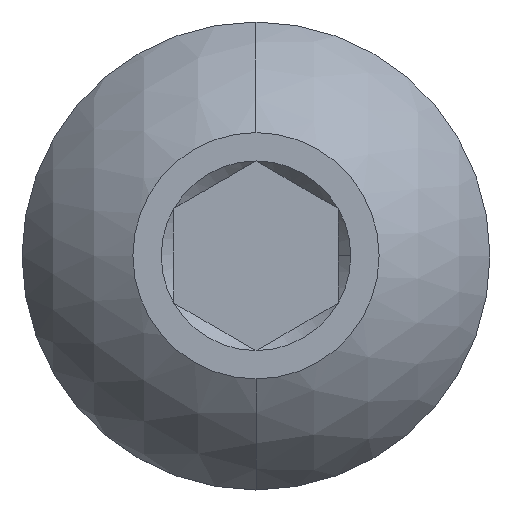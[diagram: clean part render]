
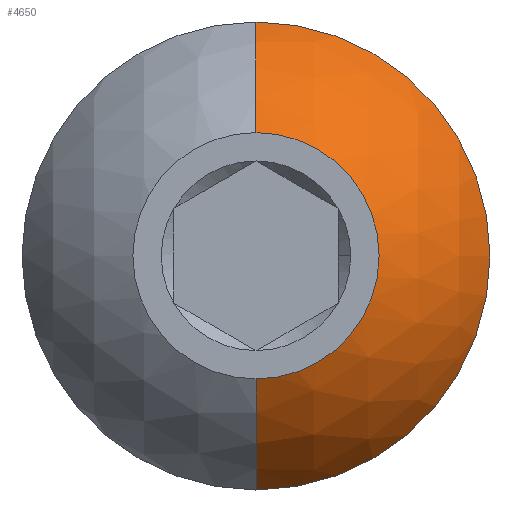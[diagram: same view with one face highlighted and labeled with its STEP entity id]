
A CAD part, top view. The second image highlights one B-rep face of the part: STEP entity #4650.
In plain terms, the highlighted spherical face has radius 3.172 mm.
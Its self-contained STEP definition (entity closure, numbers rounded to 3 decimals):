
#42 = AXIS2_PLACEMENT_3D ( 'NONE', #2669, #2670, #2671 ) ;
#44 = AXIS2_PLACEMENT_3D ( 'NONE', #2679, #2680, #2681 ) ;
#45 = AXIS2_PLACEMENT_3D ( 'NONE', #2960, #2961, #2962 ) ;
#46 = AXIS2_PLACEMENT_3D ( 'NONE', #2965, #2966, #2967 ) ;
#47 = AXIS2_PLACEMENT_3D ( 'NONE', #2970, #2971, #2972 ) ;
#61 = AXIS2_PLACEMENT_3D ( 'NONE', #2098, #2096, #2101 ) ;
#216 = EDGE_CURVE ( 'NONE', #4955, #4793, #948, .T. ) ;
#219 = EDGE_CURVE ( 'NONE', #4920, #4793, #950, .T. ) ;
#278 = EDGE_CURVE ( 'NONE', #3389, #4920, #1000, .T. ) ;
#279 = EDGE_CURVE ( 'NONE', #4805, #3389, #1001, .T. ) ;
#280 = EDGE_CURVE ( 'NONE', #4805, #4955, #1002, .T. ) ;
#834 = ORIENTED_EDGE ( 'NONE', *, *, #280, .F. ) ;
#844 = ORIENTED_EDGE ( 'NONE', *, *, #279, .T. ) ;
#845 = ORIENTED_EDGE ( 'NONE', *, *, #278, .T. ) ;
#846 = ORIENTED_EDGE ( 'NONE', *, *, #219, .T. ) ;
#847 = ORIENTED_EDGE ( 'NONE', *, *, #216, .F. ) ;
#948 = CIRCLE ( 'NONE', #42, 1.5 ) ;
#950 = CIRCLE ( 'NONE', #44, 3.172 ) ;
#1000 = CIRCLE ( 'NONE', #45, 2.85 ) ;
#1001 = CIRCLE ( 'NONE', #46, 2.85 ) ;
#1002 = CIRCLE ( 'NONE', #47, 3.172 ) ;
#1315 = FACE_OUTER_BOUND ( 'NONE', #5103, .T. ) ;
#1323 = SPHERICAL_SURFACE ( 'NONE', #61, 3.172 ) ;
#1997 = CARTESIAN_POINT ( 'NONE',  ( 2.85, 0., -1.403 ) ) ;
#2096 = DIRECTION ( 'NONE',  ( 1., 0., 0. ) ) ;
#2098 = CARTESIAN_POINT ( 'NONE',  ( 0., 0., -2.795 ) ) ;
#2101 = DIRECTION ( 'NONE',  ( 0., -1., 0. ) ) ;
#2669 = CARTESIAN_POINT ( 'NONE',  ( 0., 0., 0. ) ) ;
#2670 = DIRECTION ( 'NONE',  ( 0., 0., 1. ) ) ;
#2671 = DIRECTION ( 'NONE',  ( 1., 0., 0. ) ) ;
#2679 = CARTESIAN_POINT ( 'NONE',  ( 0., 0., -2.795 ) ) ;
#2680 = DIRECTION ( 'NONE',  ( 1., 0., 0. ) ) ;
#2681 = DIRECTION ( 'NONE',  ( 0., 1., 0. ) ) ;
#2960 = CARTESIAN_POINT ( 'NONE',  ( 0., 0., -1.403 ) ) ;
#2961 = DIRECTION ( 'NONE',  ( 0., 0., 1. ) ) ;
#2962 = DIRECTION ( 'NONE',  ( 1., 0., 0. ) ) ;
#2965 = CARTESIAN_POINT ( 'NONE',  ( 0., 0., -1.403 ) ) ;
#2966 = DIRECTION ( 'NONE',  ( 0., 0., 1. ) ) ;
#2967 = DIRECTION ( 'NONE',  ( 1., 0., 0. ) ) ;
#2970 = CARTESIAN_POINT ( 'NONE',  ( 0., 0., -2.795 ) ) ;
#2971 = DIRECTION ( 'NONE',  ( -1., 0., 0. ) ) ;
#2972 = DIRECTION ( 'NONE',  ( 0., -1., 0. ) ) ;
#3389 = VERTEX_POINT ( 'NONE', #1997 ) ;
#4473 = CARTESIAN_POINT ( 'NONE',  ( 0., 1.5, 0. ) ) ;
#4474 = CARTESIAN_POINT ( 'NONE',  ( 0., -2.85, -1.403 ) ) ;
#4554 = CARTESIAN_POINT ( 'NONE',  ( 0., 2.85, -1.403 ) ) ;
#4576 = CARTESIAN_POINT ( 'NONE',  ( 0., -1.5, 0. ) ) ;
#4650 = ADVANCED_FACE ( 'NONE', ( #1315 ), #1323, .T. ) ;
#4793 = VERTEX_POINT ( 'NONE', #4473 ) ;
#4805 = VERTEX_POINT ( 'NONE', #4474 ) ;
#4920 = VERTEX_POINT ( 'NONE', #4554 ) ;
#4955 = VERTEX_POINT ( 'NONE', #4576 ) ;
#5103 = EDGE_LOOP ( 'NONE', ( #844, #845, #846, #847, #834 ) ) ;
